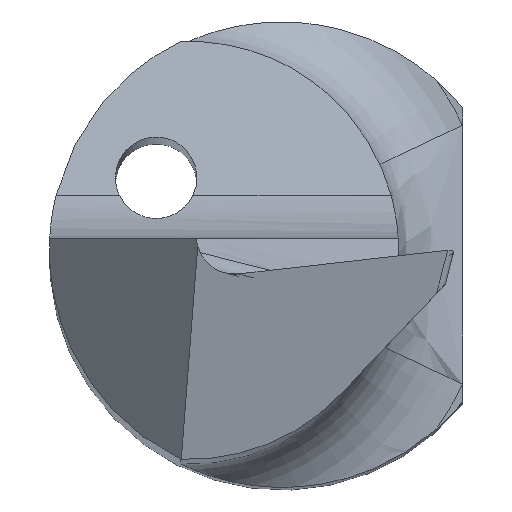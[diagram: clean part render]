
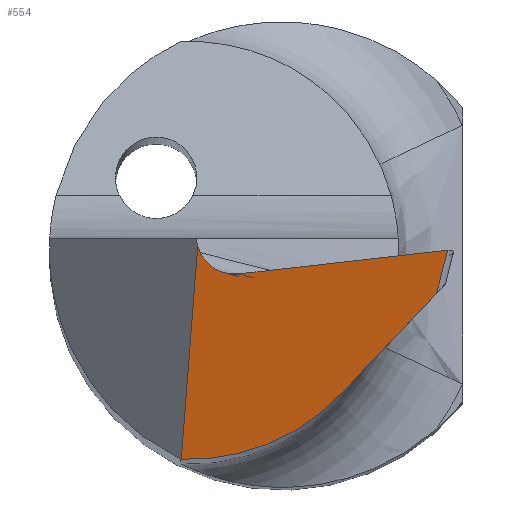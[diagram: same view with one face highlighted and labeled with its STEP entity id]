
A CAD part, top view. The second image highlights one B-rep face of the part: STEP entity #554.
In plain terms, the highlighted planar face has unit normal (-0.122, -0.139, 0.983).
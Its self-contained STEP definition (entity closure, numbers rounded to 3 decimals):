
#6 = EDGE_CURVE ( 'NONE', #925, #912, #862, .T. ) ;
#13 = CARTESIAN_POINT ( 'NONE',  ( -0.867, -1.799, 37.461 ) ) ;
#35 = ORIENTED_EDGE ( 'NONE', *, *, #637, .F. ) ;
#38 = VERTEX_POINT ( 'NONE', #13 ) ;
#41 = DIRECTION ( 'NONE',  ( -0.676, -0.713, -0.185 ) ) ;
#47 = ORIENTED_EDGE ( 'NONE', *, *, #546, .F. ) ;
#73 = CARTESIAN_POINT ( 'NONE',  ( 1.452, 0.114, 38.02 ) ) ;
#98 = EDGE_CURVE ( 'NONE', #444, #912, #451, .T. ) ;
#120 = CARTESIAN_POINT ( 'NONE',  ( -0.71, -0.005, 37.734 ) ) ;
#122 = VERTEX_POINT ( 'NONE', #368 ) ;
#136 = CARTESIAN_POINT ( 'NONE',  ( -0.445, -0.214, 37.738 ) ) ;
#159 = CARTESIAN_POINT ( 'NONE',  ( -0.342, -1.818, 37.523 ) ) ;
#207 = CARTESIAN_POINT ( 'NONE',  ( -0.38, -0.207, 37.747 ) ) ;
#236 = CARTESIAN_POINT ( 'NONE',  ( 0.506, -1.239, 37.711 ) ) ;
#240 = CARTESIAN_POINT ( 'NONE',  ( -0.38, -0.207, 37.747 ) ) ;
#244 = CARTESIAN_POINT ( 'NONE',  ( -0.718, 0.014, 37.736 ) ) ;
#257 = CARTESIAN_POINT ( 'NONE',  ( 1.461, -0.233, 37.972 ) ) ;
#268 = EDGE_LOOP ( 'NONE', ( #35, #873, #344, #420, #622, #388, #47 ) ) ;
#275 = LINE ( 'NONE', #565, #731 ) ;
#276 =( BOUNDED_CURVE ( )  B_SPLINE_CURVE ( 3, ( #236, #894, #159, #524 ),
 .UNSPECIFIED., .F., .T. ) 
 B_SPLINE_CURVE_WITH_KNOTS ( ( 4, 4 ),
 ( 4.75, 5.599 ),
 .UNSPECIFIED. ) 
 CURVE ( )  GEOMETRIC_REPRESENTATION_ITEM ( )  RATIONAL_B_SPLINE_CURVE ( ( 1., 0.941, 0.941, 1. ) ) 
 REPRESENTATION_ITEM ( '' )  );
#282 = VECTOR ( 'NONE', #330, 1000. ) ;
#299 = CARTESIAN_POINT ( 'NONE',  ( 1.422, -0.003, 38. ) ) ;
#318 = CARTESIAN_POINT ( 'NONE',  ( -0.702, -0.024, 37.732 ) ) ;
#330 = DIRECTION ( 'NONE',  ( 0.984, 0.111, 0.138 ) ) ;
#342 = CARTESIAN_POINT ( 'NONE',  ( -0.702, -0.024, 37.732 ) ) ;
#344 = ORIENTED_EDGE ( 'NONE', *, *, #6, .F. ) ;
#345 = CARTESIAN_POINT ( 'NONE',  ( 50.758, 5.567, 44.936 ) ) ;
#349 = CARTESIAN_POINT ( 'NONE',  ( -0.512, -0.198, 37.732 ) ) ;
#356 = CARTESIAN_POINT ( 'NONE',  ( -0.702, -0.024, 37.732 ) ) ;
#368 = CARTESIAN_POINT ( 'NONE',  ( 0.506, -1.239, 37.711 ) ) ;
#374 = DIRECTION ( 'NONE',  ( 0.243, 0.956, 0.166 ) ) ;
#388 = ORIENTED_EDGE ( 'NONE', *, *, #803, .T. ) ;
#401 = CARTESIAN_POINT ( 'NONE',  ( -0.726, 0.033, 37.738 ) ) ;
#420 = ORIENTED_EDGE ( 'NONE', *, *, #741, .F. ) ;
#430 = AXIS2_PLACEMENT_3D ( 'NONE', #737, #961, #596 ) ;
#444 = VERTEX_POINT ( 'NONE', #776 ) ;
#451 = LINE ( 'NONE', #73, #542 ) ;
#513 = FACE_OUTER_BOUND ( 'NONE', #268, .T. ) ;
#524 = CARTESIAN_POINT ( 'NONE',  ( -0.867, -1.799, 37.461 ) ) ;
#542 = VECTOR ( 'NONE', #374, 1000. ) ;
#546 = EDGE_CURVE ( 'NONE', #122, #38, #276, .T. ) ;
#554 = ADVANCED_FACE ( 'NONE', ( #513 ), #580, .T. ) ;
#565 = CARTESIAN_POINT ( 'NONE',  ( -0.705, 0.308, 37.779 ) ) ;
#573 = VERTEX_POINT ( 'NONE', #652 ) ;
#580 = PLANE ( 'NONE',  #430 ) ;
#596 = DIRECTION ( 'NONE',  ( 0., -0.99, -0.14 ) ) ;
#608 = VERTEX_POINT ( 'NONE', #342 ) ;
#622 = ORIENTED_EDGE ( 'NONE', *, *, #648, .F. ) ;
#637 = EDGE_CURVE ( 'NONE', #444, #122, #864, .T. ) ;
#648 = EDGE_CURVE ( 'NONE', #573, #608, #805, .T. ) ;
#652 = CARTESIAN_POINT ( 'NONE',  ( -0.726, 0.033, 37.738 ) ) ;
#658 = CARTESIAN_POINT ( 'NONE',  ( -0.627, -0.134, 37.726 ) ) ;
#700 = VECTOR ( 'NONE', #41, 1000. ) ;
#731 = VECTOR ( 'NONE', #868, 1000. ) ;
#737 = CARTESIAN_POINT ( 'NONE',  ( 1.505, 0.1, 38.025 ) ) ;
#741 = EDGE_CURVE ( 'NONE', #608, #925, #764, .T. ) ;
#764 = B_SPLINE_CURVE_WITH_KNOTS ( 'NONE', 3,
 ( #356, #807, #658, #349, #136, #207 ),
 .UNSPECIFIED., .F., .F.,
 ( 4, 2, 4 ),
 ( 0., 0., 0. ),
 .UNSPECIFIED. ) ;
#776 = CARTESIAN_POINT ( 'NONE',  ( 1.328, -0.372, 37.936 ) ) ;
#803 = EDGE_CURVE ( 'NONE', #573, #38, #275, .T. ) ;
#805 =( BOUNDED_CURVE ( )  B_SPLINE_CURVE ( 3, ( #401, #244, #120, #318 ),
 .UNSPECIFIED., .F., .T. ) 
 B_SPLINE_CURVE_WITH_KNOTS ( ( 4, 4 ),
 ( 5.292, 5.293 ),
 .UNSPECIFIED. ) 
 CURVE ( )  GEOMETRIC_REPRESENTATION_ITEM ( )  RATIONAL_B_SPLINE_CURVE ( ( 1., 1., 1., 1. ) ) 
 REPRESENTATION_ITEM ( '' )  );
#807 = CARTESIAN_POINT ( 'NONE',  ( -0.677, -0.086, 37.727 ) ) ;
#862 = LINE ( 'NONE', #345, #282 ) ;
#864 = LINE ( 'NONE', #257, #700 ) ;
#868 = DIRECTION ( 'NONE',  ( -0.076, -0.986, -0.149 ) ) ;
#873 = ORIENTED_EDGE ( 'NONE', *, *, #98, .T. ) ;
#894 = CARTESIAN_POINT ( 'NONE',  ( 0.144, -1.62, 37.612 ) ) ;
#912 = VERTEX_POINT ( 'NONE', #299 ) ;
#925 = VERTEX_POINT ( 'NONE', #240 ) ;
#961 = DIRECTION ( 'NONE',  ( -0.122, -0.139, 0.983 ) ) ;
